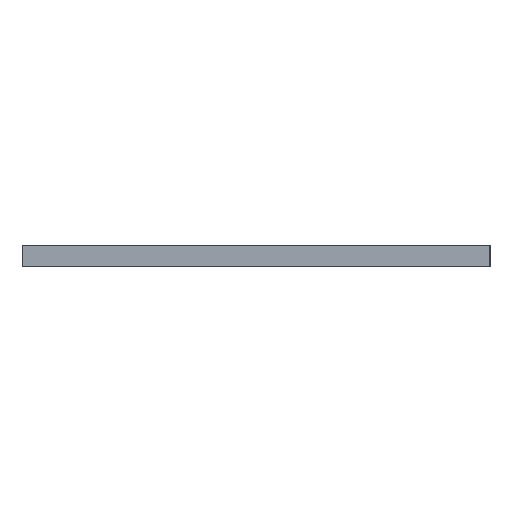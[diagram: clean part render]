
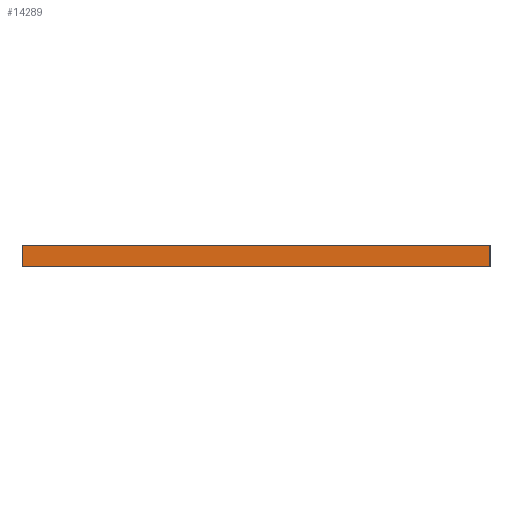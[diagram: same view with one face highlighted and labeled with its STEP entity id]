
A CAD part, left-side view. The second image highlights one B-rep face of the part: STEP entity #14289.
In plain terms, the highlighted planar face has unit normal (-1, 0, 0).
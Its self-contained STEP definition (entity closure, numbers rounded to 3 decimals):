
#728=PLANE('',#15014);
#1405=FACE_OUTER_BOUND('',#2098,.T.);
#2098=EDGE_LOOP('',(#12192,#12193,#12194,#12195));
#4133=LINE('',#22472,#6116);
#4141=LINE('',#22487,#6124);
#4142=LINE('',#22489,#6125);
#4143=LINE('',#22490,#6126);
#6116=VECTOR('',#18371,10.);
#6124=VECTOR('',#18383,10.);
#6125=VECTOR('',#18386,10.);
#6126=VECTOR('',#18387,10.);
#7496=VERTEX_POINT('',#22469);
#7497=VERTEX_POINT('',#22471);
#7501=VERTEX_POINT('',#22483);
#7502=VERTEX_POINT('',#22485);
#9501=EDGE_CURVE('',#7496,#7497,#4133,.T.);
#9509=EDGE_CURVE('',#7501,#7502,#4141,.T.);
#9510=EDGE_CURVE('',#7496,#7501,#4142,.T.);
#9511=EDGE_CURVE('',#7497,#7502,#4143,.T.);
#12192=ORIENTED_EDGE('',*,*,#9510,.T.);
#12193=ORIENTED_EDGE('',*,*,#9509,.T.);
#12194=ORIENTED_EDGE('',*,*,#9511,.F.);
#12195=ORIENTED_EDGE('',*,*,#9501,.F.);
#14289=ADVANCED_FACE('',(#1405),#728,.T.);
#15014=AXIS2_PLACEMENT_3D('',#22488,#18384,#18385);
#18371=DIRECTION('',(0.,0.,1.));
#18383=DIRECTION('',(0.,0.,1.));
#18384=DIRECTION('center_axis',(-1.,0.,0.));
#18385=DIRECTION('ref_axis',(0.,-1.,0.));
#18386=DIRECTION('',(0.,-1.,0.));
#18387=DIRECTION('',(0.,-1.,0.));
#22469=CARTESIAN_POINT('',(0.,33.01,0.));
#22471=CARTESIAN_POINT('',(0.,33.01,1.5));
#22472=CARTESIAN_POINT('',(0.,33.01,0.));
#22483=CARTESIAN_POINT('',(0.,0.,0.));
#22485=CARTESIAN_POINT('',(0.,0.,1.5));
#22487=CARTESIAN_POINT('',(0.,0.,0.));
#22488=CARTESIAN_POINT('Origin',(0.,33.01,0.));
#22489=CARTESIAN_POINT('',(0.,33.01,0.));
#22490=CARTESIAN_POINT('',(0.,33.01,1.5));
